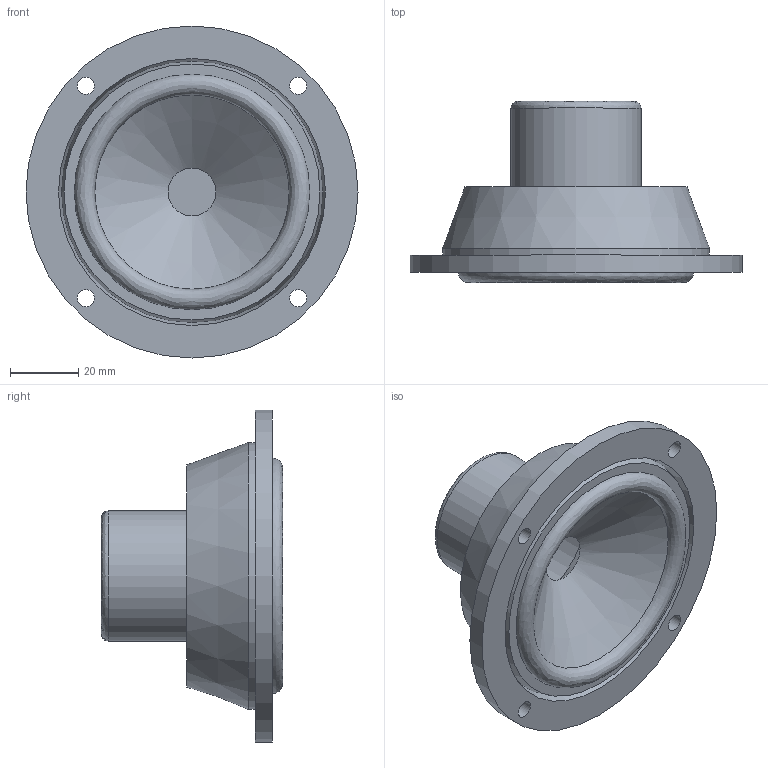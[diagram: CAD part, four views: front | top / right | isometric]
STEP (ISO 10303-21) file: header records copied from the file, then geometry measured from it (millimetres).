
FILE_DESCRIPTION(('FreeCAD Model'),'2;1');
FILE_NAME('OA_BB3.01.step', '2020-04-03T16:30:46',('Author'),(''), 'Open CASCADE STEP processor 6.8','FreeCAD','Unknown');
FILE_SCHEMA(('AUTOMOTIVE_DESIGN_CC2 { 1 2 10303 214 -1 1 5 4 }'));
Length unit declared in the file: millimetre
Products named in the file (1): OA_BB_3.01A
Bounding box: 97 x 53 x 97 mm (x, y, z)
Volume: 132673.2 mm3; surface area: 24812.7 mm2
Topology: 1 solids, 1 shells, 19 faces, 35 edges, 22 vertices
Faces by surface type: cylinder 7, plane 5, cone 4, revolution 3
Full cylindrical faces by diameter (mm): 5 x4, 38 x1, 78 x1, 97 x1
Entity records: 1035 total; most frequent: CARTESIAN_POINT 208, DIRECTION 167, ORIENTED_EDGE 72, PCURVE 72, DEFINITIONAL_REPRESENTATION 72, LINE 66, VECTOR 66, AXIS2_PLACEMENT_3D 45
